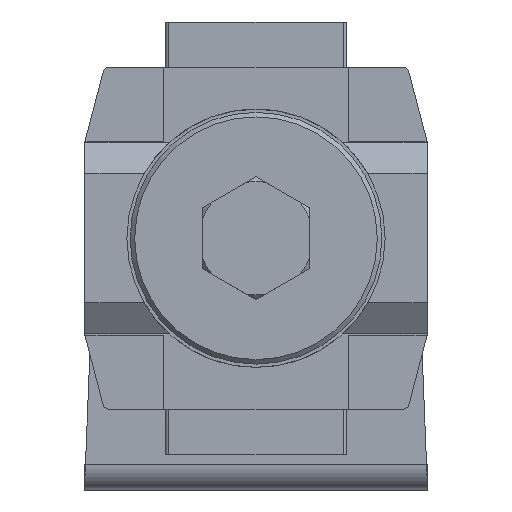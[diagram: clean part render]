
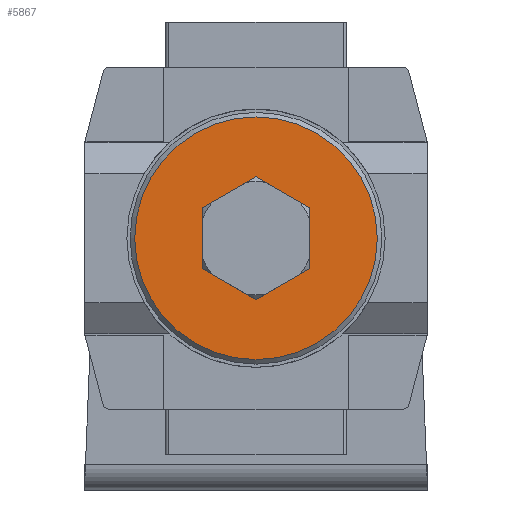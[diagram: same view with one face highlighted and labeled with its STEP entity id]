
A CAD part, front view. The second image highlights one B-rep face of the part: STEP entity #5867.
In plain terms, the highlighted planar face has unit normal (0, -1, 0).
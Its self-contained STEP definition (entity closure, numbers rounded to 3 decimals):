
#207=CIRCLE('',#6166,9.5);
#208=CIRCLE('',#6169,9.5);
#209=CIRCLE('',#6172,9.5);
#210=CIRCLE('',#6175,9.5);
#211=CIRCLE('',#6178,9.5);
#212=CIRCLE('',#6181,9.5);
#215=CIRCLE('',#6187,18.793);
#804=ORIENTED_EDGE('',*,*,#1800,.T.);
#805=ORIENTED_EDGE('',*,*,#1798,.F.);
#806=ORIENTED_EDGE('',*,*,#1796,.T.);
#807=ORIENTED_EDGE('',*,*,#1794,.F.);
#808=ORIENTED_EDGE('',*,*,#1792,.T.);
#809=ORIENTED_EDGE('',*,*,#1790,.F.);
#810=ORIENTED_EDGE('',*,*,#1788,.T.);
#811=ORIENTED_EDGE('',*,*,#1786,.F.);
#812=ORIENTED_EDGE('',*,*,#1784,.T.);
#813=ORIENTED_EDGE('',*,*,#1782,.F.);
#814=ORIENTED_EDGE('',*,*,#1780,.T.);
#815=ORIENTED_EDGE('',*,*,#1778,.F.);
#816=ORIENTED_EDGE('',*,*,#1809,.T.);
#1778=EDGE_CURVE('',#2320,#2321,#207,.T.);
#1780=EDGE_CURVE('',#2322,#2321,#2701,.T.);
#1782=EDGE_CURVE('',#2322,#2323,#208,.T.);
#1784=EDGE_CURVE('',#2324,#2323,#2704,.T.);
#1786=EDGE_CURVE('',#2324,#2325,#209,.T.);
#1788=EDGE_CURVE('',#2326,#2325,#2707,.T.);
#1790=EDGE_CURVE('',#2326,#2327,#210,.T.);
#1792=EDGE_CURVE('',#2328,#2327,#2710,.T.);
#1794=EDGE_CURVE('',#2328,#2329,#211,.T.);
#1796=EDGE_CURVE('',#2330,#2329,#2713,.T.);
#1798=EDGE_CURVE('',#2330,#2331,#212,.T.);
#1800=EDGE_CURVE('',#2320,#2331,#2716,.T.);
#1809=EDGE_CURVE('',#2340,#2340,#215,.T.);
#2320=VERTEX_POINT('',#8275);
#2321=VERTEX_POINT('',#8277);
#2322=VERTEX_POINT('',#8281);
#2323=VERTEX_POINT('',#8285);
#2324=VERTEX_POINT('',#8289);
#2325=VERTEX_POINT('',#8293);
#2326=VERTEX_POINT('',#8297);
#2327=VERTEX_POINT('',#8301);
#2328=VERTEX_POINT('',#8305);
#2329=VERTEX_POINT('',#8309);
#2330=VERTEX_POINT('',#8313);
#2331=VERTEX_POINT('',#8317);
#2340=VERTEX_POINT('',#8340);
#2701=LINE('',#8280,#3109);
#2704=LINE('',#8288,#3112);
#2707=LINE('',#8296,#3115);
#2710=LINE('',#8304,#3118);
#2713=LINE('',#8312,#3121);
#2716=LINE('',#8320,#3124);
#3109=VECTOR('',#6876,1000.);
#3112=VECTOR('',#6885,1000.);
#3115=VECTOR('',#6894,1000.);
#3118=VECTOR('',#6903,1000.);
#3121=VECTOR('',#6912,1000.);
#3124=VECTOR('',#6921,1000.);
#3473=EDGE_LOOP('',(#804,#805,#806,#807,#808,#809,#810,#811,#812,#813,#814,
#815));
#3474=EDGE_LOOP('',(#816));
#3757=FACE_BOUND('',#3473,.T.);
#3758=FACE_BOUND('',#3474,.T.);
#3995=PLANE('',#6186);
#5867=ADVANCED_FACE('',(#3757,#3758),#3995,.F.);
#6166=AXIS2_PLACEMENT_3D('',#8276,#6871,#6872);
#6169=AXIS2_PLACEMENT_3D('',#8284,#6880,#6881);
#6172=AXIS2_PLACEMENT_3D('',#8292,#6889,#6890);
#6175=AXIS2_PLACEMENT_3D('',#8300,#6898,#6899);
#6178=AXIS2_PLACEMENT_3D('',#8308,#6907,#6908);
#6181=AXIS2_PLACEMENT_3D('',#8316,#6916,#6917);
#6186=AXIS2_PLACEMENT_3D('',#8338,#6934,#6935);
#6187=AXIS2_PLACEMENT_3D('',#8339,#6936,#6937);
#6871=DIRECTION('',(0.,-1.,0.));
#6872=DIRECTION('',(0.,0.,-1.));
#6876=DIRECTION('',(-0.866,0.,0.5));
#6880=DIRECTION('',(0.,-1.,0.));
#6881=DIRECTION('',(0.,0.,-1.));
#6885=DIRECTION('',(-0.866,0.,-0.5));
#6889=DIRECTION('',(0.,-1.,0.));
#6890=DIRECTION('',(0.,0.,-1.));
#6894=DIRECTION('',(0.,0.,-1.));
#6898=DIRECTION('',(0.,-1.,0.));
#6899=DIRECTION('',(0.,0.,-1.));
#6903=DIRECTION('',(0.866,0.,-0.5));
#6907=DIRECTION('',(0.,-1.,0.));
#6908=DIRECTION('',(0.,0.,-1.));
#6912=DIRECTION('',(0.866,0.,0.5));
#6916=DIRECTION('',(0.,-1.,0.));
#6917=DIRECTION('',(0.,0.,-1.));
#6921=DIRECTION('',(0.,0.,1.));
#6934=DIRECTION('',(0.,1.,0.));
#6935=DIRECTION('',(0.,0.,1.));
#6936=DIRECTION('',(0.,-1.,0.));
#6937=DIRECTION('',(0.,0.,-1.));
#8275=CARTESIAN_POINT('',(-8.25,-72.,-4.71));
#8276=CARTESIAN_POINT('',(0.,-72.,0.));
#8277=CARTESIAN_POINT('',(-8.204,-72.,-4.79));
#8280=CARTESIAN_POINT('',(0.,-72.,-9.526));
#8281=CARTESIAN_POINT('',(-0.046,-72.,-9.5));
#8284=CARTESIAN_POINT('',(0.,-72.,0.));
#8285=CARTESIAN_POINT('',(0.046,-72.,-9.5));
#8288=CARTESIAN_POINT('',(8.25,-72.,-4.763));
#8289=CARTESIAN_POINT('',(8.204,-72.,-4.79));
#8292=CARTESIAN_POINT('',(0.,-72.,0.));
#8293=CARTESIAN_POINT('',(8.25,-72.,-4.71));
#8296=CARTESIAN_POINT('',(8.25,-72.,4.763));
#8297=CARTESIAN_POINT('',(8.25,-72.,4.71));
#8300=CARTESIAN_POINT('',(0.,-72.,0.));
#8301=CARTESIAN_POINT('',(8.204,-72.,4.79));
#8304=CARTESIAN_POINT('',(0.,-72.,9.526));
#8305=CARTESIAN_POINT('',(0.046,-72.,9.5));
#8308=CARTESIAN_POINT('',(0.,-72.,0.));
#8309=CARTESIAN_POINT('',(-0.046,-72.,9.5));
#8312=CARTESIAN_POINT('',(-8.25,-72.,4.763));
#8313=CARTESIAN_POINT('',(-8.204,-72.,4.79));
#8316=CARTESIAN_POINT('',(0.,-72.,0.));
#8317=CARTESIAN_POINT('',(-8.25,-72.,4.71));
#8320=CARTESIAN_POINT('',(-8.25,-72.,-4.763));
#8338=CARTESIAN_POINT('',(18.793,-72.,0.));
#8339=CARTESIAN_POINT('',(0.,-72.,0.));
#8340=CARTESIAN_POINT('',(0.,-72.,-18.793));
